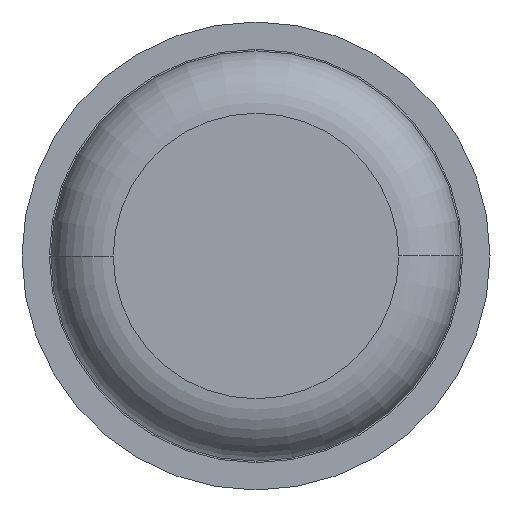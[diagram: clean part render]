
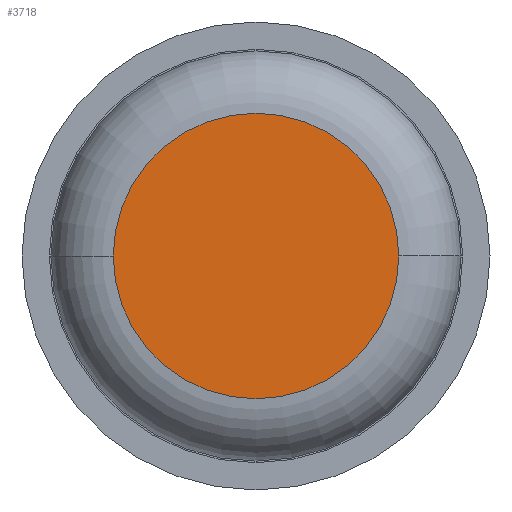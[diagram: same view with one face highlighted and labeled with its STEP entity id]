
A CAD part, front view. The second image highlights one B-rep face of the part: STEP entity #3718.
In plain terms, the highlighted planar face has unit normal (0, -1, 0).
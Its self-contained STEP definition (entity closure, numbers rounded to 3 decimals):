
#39 = FACE_OUTER_BOUND ( 'NONE', #3381, .T. ) ;
#128 = ORIENTED_EDGE ( 'NONE', *, *, #1690, .T. ) ;
#134 = CIRCLE ( 'NONE', #2818, 0.915 ) ;
#1109 = EDGE_CURVE ( 'Defeature ausgef�hrt1_6+Defeature ausgef�hrt1_7+Defeature ausgef�hrt1_7+Defeature ausgef�hrt1_7', #1911, #2970, #134, .T. ) ;
#1243 = CIRCLE ( 'NONE', #3280, 0.915 ) ;
#1457 = PLANE ( 'NONE',  #2974 ) ;
#1627 = DIRECTION ( 'NONE',  ( -1., 0., 0. ) ) ;
#1690 = EDGE_CURVE ( 'Defeature ausgef�hrt1_6+Defeature ausgef�hrt1_7+Defeature ausgef�hrt1_7+Defeature ausgef�hrt1_7', #2970, #1911, #1243, .T. ) ;
#1799 = DIRECTION ( 'NONE',  ( -1., 0., 0. ) ) ;
#1911 = VERTEX_POINT ( 'NONE', #1950 ) ;
#1950 = CARTESIAN_POINT ( 'NONE',  ( -0.915, 0., 0. ) ) ;
#2727 = DIRECTION ( 'NONE',  ( -1., 0., 0. ) ) ;
#2818 = AXIS2_PLACEMENT_3D ( 'NONE', #3756, #3441, #1627 ) ;
#2970 = VERTEX_POINT ( 'NONE', #3435 ) ;
#2974 = AXIS2_PLACEMENT_3D ( 'NONE', #3590, #3024, #1799 ) ;
#3024 = DIRECTION ( 'NONE',  ( 0., 1., 0. ) ) ;
#3280 = AXIS2_PLACEMENT_3D ( 'NONE', #3625, #3881, #2727 ) ;
#3381 = EDGE_LOOP ( 'NONE', ( #3761, #128 ) ) ;
#3435 = CARTESIAN_POINT ( 'NONE',  ( 0.915, 0., 0. ) ) ;
#3441 = DIRECTION ( 'NONE',  ( 0., -1., 0. ) ) ;
#3590 = CARTESIAN_POINT ( 'NONE',  ( 0., 0., 0. ) ) ;
#3625 = CARTESIAN_POINT ( 'NONE',  ( 0., 0., 0. ) ) ;
#3718 = ADVANCED_FACE ( 'Defeature ausgef�hrt1_6', ( #39 ), #1457, .F. ) ;
#3756 = CARTESIAN_POINT ( 'NONE',  ( 0., 0., 0. ) ) ;
#3761 = ORIENTED_EDGE ( 'NONE', *, *, #1109, .T. ) ;
#3881 = DIRECTION ( 'NONE',  ( 0., -1., 0. ) ) ;
